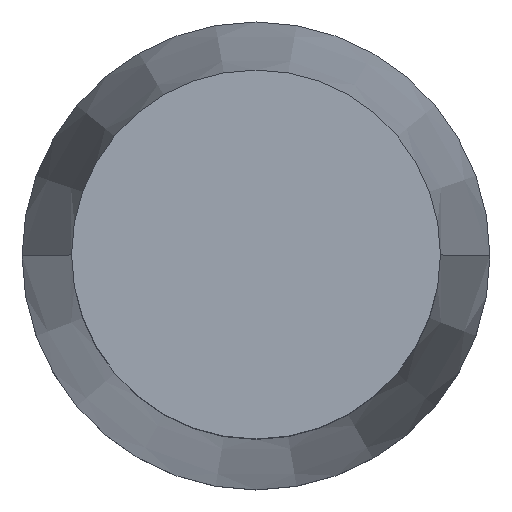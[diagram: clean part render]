
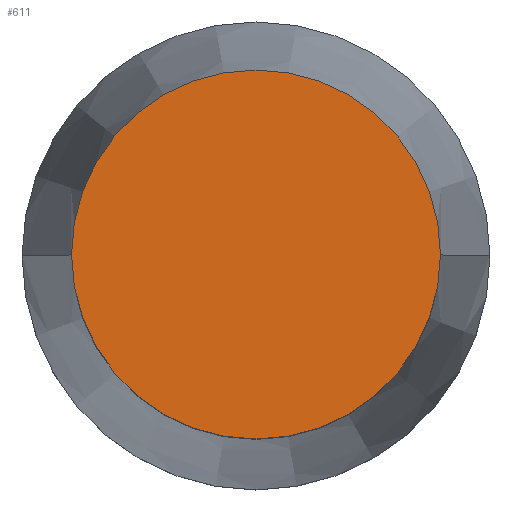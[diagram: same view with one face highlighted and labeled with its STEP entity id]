
A CAD part, top view. The second image highlights one B-rep face of the part: STEP entity #611.
In plain terms, the highlighted planar face has unit normal (0, 0, 1).
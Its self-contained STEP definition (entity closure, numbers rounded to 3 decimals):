
#1 = DIRECTION ( 'NONE',  ( 1., 0., 0. ) ) ;
#142 = ORIENTED_EDGE ( 'NONE', *, *, #287, .T. ) ;
#172 = AXIS2_PLACEMENT_3D ( 'NONE', #514, #570, #173 ) ;
#173 = DIRECTION ( 'NONE',  ( 1., 0., 0. ) ) ;
#202 = CARTESIAN_POINT ( 'NONE',  ( 10.25, 0., 0. ) ) ;
#245 = EDGE_CURVE ( 'NONE', #398, #432, #388, .T. ) ;
#246 = EDGE_LOOP ( 'NONE', ( #265, #142 ) ) ;
#265 = ORIENTED_EDGE ( 'NONE', *, *, #245, .T. ) ;
#283 = CIRCLE ( 'NONE', #172, 10.25 ) ;
#287 = EDGE_CURVE ( 'NONE', #432, #398, #283, .T. ) ;
#295 = CARTESIAN_POINT ( 'NONE',  ( 0., 0., 0. ) ) ;
#334 = AXIS2_PLACEMENT_3D ( 'NONE', #295, #461, #1 ) ;
#375 = PLANE ( 'NONE',  #465 ) ;
#388 = CIRCLE ( 'NONE', #334, 10.25 ) ;
#398 = VERTEX_POINT ( 'NONE', #202 ) ;
#426 = CARTESIAN_POINT ( 'NONE',  ( -10.25, 0., 0. ) ) ;
#432 = VERTEX_POINT ( 'NONE', #426 ) ;
#461 = DIRECTION ( 'NONE',  ( 0., 0., 1. ) ) ;
#465 = AXIS2_PLACEMENT_3D ( 'NONE', #546, #604, #717 ) ;
#477 = FACE_OUTER_BOUND ( 'NONE', #246, .T. ) ;
#514 = CARTESIAN_POINT ( 'NONE',  ( 0., 0., 0. ) ) ;
#546 = CARTESIAN_POINT ( 'NONE',  ( 0., 0., 0. ) ) ;
#570 = DIRECTION ( 'NONE',  ( 0., 0., 1. ) ) ;
#604 = DIRECTION ( 'NONE',  ( 0., 0., -1. ) ) ;
#611 = ADVANCED_FACE ( 'NONE', ( #477 ), #375, .F. ) ;
#717 = DIRECTION ( 'NONE',  ( -1., 0., 0. ) ) ;
